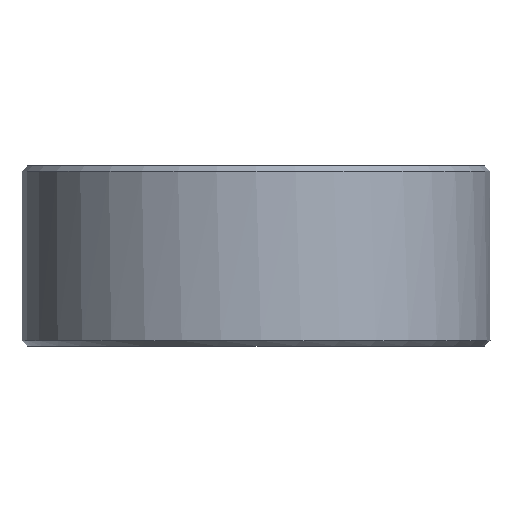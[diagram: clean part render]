
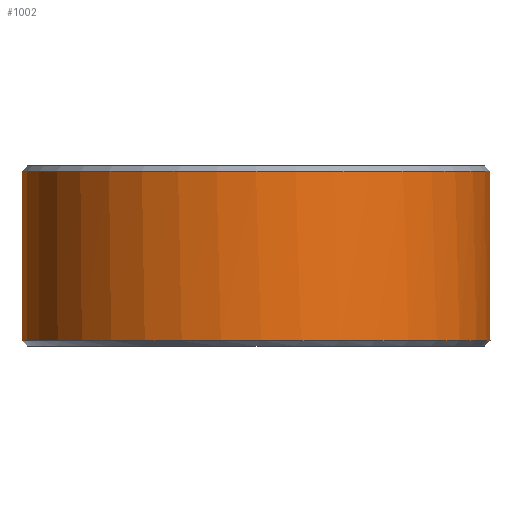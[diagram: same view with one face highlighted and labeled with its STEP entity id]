
A CAD part, front view. The second image highlights one B-rep face of the part: STEP entity #1002.
In plain terms, the highlighted cylindrical face has radius 13 mm (diameter 26 mm), a full revolution.
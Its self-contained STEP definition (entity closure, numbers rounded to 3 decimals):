
#20 = EDGE_CURVE ( 'NONE', #1129, #1382, #1586, .T. ) ;
#23 = CARTESIAN_POINT ( 'NONE',  ( 12.988, -0.55, 4. ) ) ;
#35 = VECTOR ( 'NONE', #338, 1000. ) ;
#40 = CARTESIAN_POINT ( 'NONE',  ( -12.988, -0.55, 4. ) ) ;
#43 = CARTESIAN_POINT ( 'NONE',  ( 0., 0., -4.7 ) ) ;
#47 = CARTESIAN_POINT ( 'NONE',  ( -12.988, -0.55, 4.7 ) ) ;
#61 = CIRCLE ( 'NONE', #86, 13. ) ;
#77 = DIRECTION ( 'NONE',  ( 0., 0., 1. ) ) ;
#86 = AXIS2_PLACEMENT_3D ( 'NONE', #605, #975, #1337 ) ;
#130 = AXIS2_PLACEMENT_3D ( 'NONE', #43, #881, #1354 ) ;
#135 = DIRECTION ( 'NONE',  ( -1., 0., 0. ) ) ;
#142 = DIRECTION ( 'NONE',  ( 0., 0., -1. ) ) ;
#183 = ORIENTED_EDGE ( 'NONE', *, *, #1141, .F. ) ;
#189 = LINE ( 'NONE', #926, #658 ) ;
#231 = EDGE_CURVE ( 'NONE', #1129, #278, #261, .T. ) ;
#261 = LINE ( 'NONE', #23, #1005 ) ;
#278 = VERTEX_POINT ( 'NONE', #403 ) ;
#279 = EDGE_CURVE ( 'NONE', #307, #987, #506, .T. ) ;
#290 = CIRCLE ( 'NONE', #130, 13. ) ;
#301 = DIRECTION ( 'NONE',  ( 0., 0., 1. ) ) ;
#307 = VERTEX_POINT ( 'NONE', #47 ) ;
#327 = ORIENTED_EDGE ( 'NONE', *, *, #20, .F. ) ;
#338 = DIRECTION ( 'NONE',  ( 0., 0., -1. ) ) ;
#341 = CIRCLE ( 'NONE', #1239, 13. ) ;
#349 = CARTESIAN_POINT ( 'NONE',  ( 0., 0., 5. ) ) ;
#353 = CARTESIAN_POINT ( 'NONE',  ( 12.988, 0.55, 4. ) ) ;
#373 = CARTESIAN_POINT ( 'NONE',  ( 0., 0., 4.7 ) ) ;
#403 = CARTESIAN_POINT ( 'NONE',  ( 12.988, -0.55, 4.7 ) ) ;
#427 = CARTESIAN_POINT ( 'NONE',  ( 12.988, 0.55, 4. ) ) ;
#450 = CARTESIAN_POINT ( 'NONE',  ( 0., 0., 4. ) ) ;
#466 = DIRECTION ( 'NONE',  ( -1., 0., 0. ) ) ;
#506 = LINE ( 'NONE', #40, #853 ) ;
#530 = VERTEX_POINT ( 'NONE', #734 ) ;
#605 = CARTESIAN_POINT ( 'NONE',  ( 0., 0., 4. ) ) ;
#632 = VERTEX_POINT ( 'NONE', #997 ) ;
#658 = VECTOR ( 'NONE', #77, 1000. ) ;
#661 = DIRECTION ( 'NONE',  ( 0., 0., -1. ) ) ;
#734 = CARTESIAN_POINT ( 'NONE',  ( 12.988, 0.55, 4.7 ) ) ;
#754 = DIRECTION ( 'NONE',  ( -1., 0., 0. ) ) ;
#771 = CARTESIAN_POINT ( 'NONE',  ( 12.988, -0.55, 4. ) ) ;
#836 = AXIS2_PLACEMENT_3D ( 'NONE', #373, #142, #135 ) ;
#853 = VECTOR ( 'NONE', #877, 1000. ) ;
#877 = DIRECTION ( 'NONE',  ( 0., 0., -1. ) ) ;
#881 = DIRECTION ( 'NONE',  ( 0., 0., -1. ) ) ;
#886 = CIRCLE ( 'NONE', #836, 13. ) ;
#926 = CARTESIAN_POINT ( 'NONE',  ( -12.988, 0.55, 4. ) ) ;
#965 = FACE_OUTER_BOUND ( 'NONE', #1500, .T. ) ;
#967 = CARTESIAN_POINT ( 'NONE',  ( -12.988, 0.55, 4.7 ) ) ;
#975 = DIRECTION ( 'NONE',  ( 0., 0., 1. ) ) ;
#977 = FACE_OUTER_BOUND ( 'NONE', #1514, .T. ) ;
#987 = VERTEX_POINT ( 'NONE', #1585 ) ;
#997 = CARTESIAN_POINT ( 'NONE',  ( 13., 0., -4.7 ) ) ;
#1002 = ADVANCED_FACE ( 'NONE', ( #977, #965 ), #1459, .T. ) ;
#1005 = VECTOR ( 'NONE', #1281, 1000. ) ;
#1010 = ORIENTED_EDGE ( 'NONE', *, *, #231, .T. ) ;
#1036 = AXIS2_PLACEMENT_3D ( 'NONE', #349, #1580, #466 ) ;
#1050 = ORIENTED_EDGE ( 'NONE', *, *, #1418, .T. ) ;
#1084 = AXIS2_PLACEMENT_3D ( 'NONE', #450, #301, #1164 ) ;
#1115 = ORIENTED_EDGE ( 'NONE', *, *, #1352, .T. ) ;
#1129 = VERTEX_POINT ( 'NONE', #771 ) ;
#1141 = EDGE_CURVE ( 'NONE', #632, #632, #290, .T. ) ;
#1147 = EDGE_CURVE ( 'NONE', #1487, #530, #341, .T. ) ;
#1164 = DIRECTION ( 'NONE',  ( -1., 0., 0. ) ) ;
#1207 = EDGE_CURVE ( 'NONE', #278, #307, #886, .T. ) ;
#1208 = CARTESIAN_POINT ( 'NONE',  ( -12.988, 0.55, 4. ) ) ;
#1229 = ORIENTED_EDGE ( 'NONE', *, *, #279, .T. ) ;
#1239 = AXIS2_PLACEMENT_3D ( 'NONE', #1520, #661, #754 ) ;
#1246 = ORIENTED_EDGE ( 'NONE', *, *, #1436, .F. ) ;
#1281 = DIRECTION ( 'NONE',  ( 0., 0., 1. ) ) ;
#1285 = ORIENTED_EDGE ( 'NONE', *, *, #1207, .T. ) ;
#1337 = DIRECTION ( 'NONE',  ( -1., 0., 0. ) ) ;
#1352 = EDGE_CURVE ( 'NONE', #1449, #1487, #189, .T. ) ;
#1354 = DIRECTION ( 'NONE',  ( 1., 0., 0. ) ) ;
#1382 = VERTEX_POINT ( 'NONE', #427 ) ;
#1418 = EDGE_CURVE ( 'NONE', #530, #1382, #1469, .T. ) ;
#1436 = EDGE_CURVE ( 'NONE', #1449, #987, #61, .T. ) ;
#1449 = VERTEX_POINT ( 'NONE', #1208 ) ;
#1459 = CYLINDRICAL_SURFACE ( 'NONE', #1036, 13. ) ;
#1463 = ORIENTED_EDGE ( 'NONE', *, *, #1147, .T. ) ;
#1469 = LINE ( 'NONE', #353, #35 ) ;
#1487 = VERTEX_POINT ( 'NONE', #967 ) ;
#1500 = EDGE_LOOP ( 'NONE', ( #183 ) ) ;
#1514 = EDGE_LOOP ( 'NONE', ( #327, #1010, #1285, #1229, #1246, #1115, #1463, #1050 ) ) ;
#1520 = CARTESIAN_POINT ( 'NONE',  ( 0., 0., 4.7 ) ) ;
#1580 = DIRECTION ( 'NONE',  ( 0., 0., -1. ) ) ;
#1585 = CARTESIAN_POINT ( 'NONE',  ( -12.988, -0.55, 4. ) ) ;
#1586 = CIRCLE ( 'NONE', #1084, 13. ) ;
